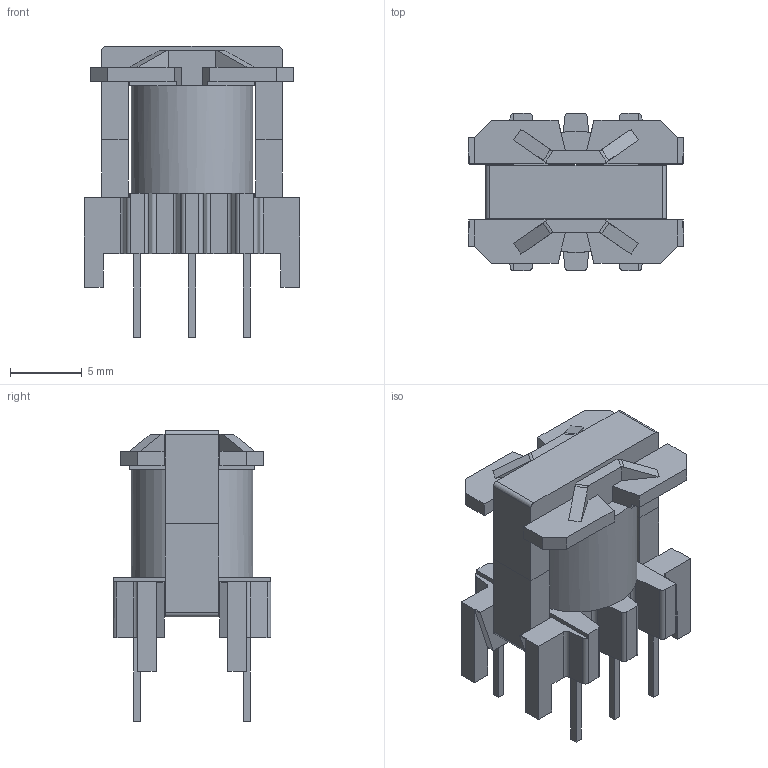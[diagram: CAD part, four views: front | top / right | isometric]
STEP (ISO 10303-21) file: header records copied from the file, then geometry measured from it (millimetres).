
FILE_DESCRIPTION(('FreeCAD Model'),'2;1');
FILE_NAME('Open CASCADE Shape Model','2021-11-05T16:46:36',( 'kicad StepUp'),('ksu MCAD'),'Open CASCADE STEP processor 7.5', 'FreeCAD','Unknown');
FILE_SCHEMA(('AUTOMOTIVE_DESIGN { 1 0 10303 214 1 1 1 1 }'));
Length unit declared in the file: millimetre
Products named in the file (1): WE-UNIT-EE13-V
Bounding box: 15 x 11 x 20.3 mm (x, y, z)
Volume: 1153.6 mm3; surface area: 1875.7 mm2
Topology: 3 solids, 3 shells, 219 faces, 614 edges, 405 vertices
Faces by surface type: plane 178, cylinder 41
Full cylindrical faces by diameter (mm): 8.5 x1
Entity records: 7249 total; most frequent: CARTESIAN_POINT 1240, ORIENTED_EDGE 1228, DIRECTION 1154, EDGE_CURVE 614, LINE 512, VECTOR 512, VERTEX_POINT 405, AXIS2_PLACEMENT_3D 321
